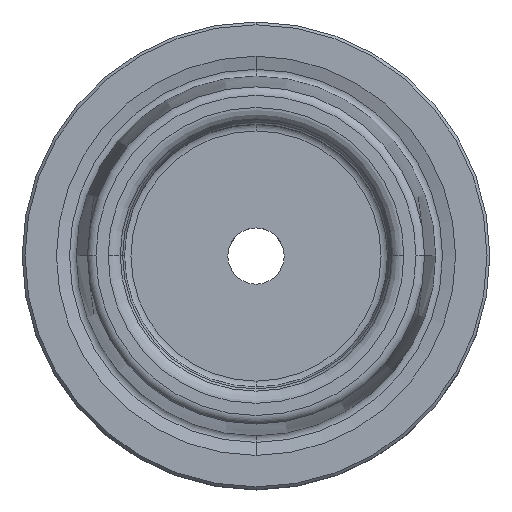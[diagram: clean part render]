
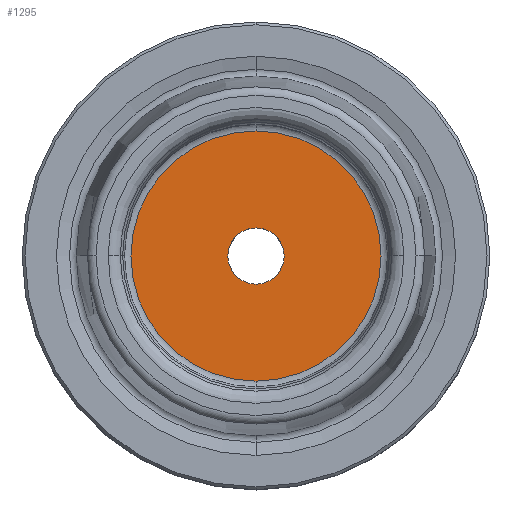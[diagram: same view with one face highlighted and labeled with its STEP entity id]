
A CAD part, top view. The second image highlights one B-rep face of the part: STEP entity #1295.
In plain terms, the highlighted planar face has unit normal (0, 0, 1).
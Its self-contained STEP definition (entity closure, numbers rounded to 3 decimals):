
#697=EDGE_CURVE('NONE',#1531,#1891,#1965,.T.);
#739=EDGE_CURVE('NONE',#1689,#1059,#2009,.T.);
#1059=VERTEX_POINT('NONE',#2367);
#1149=EDGE_CURVE('NONE',#1059,#1689,#2469,.T.);
#1295=ADVANCED_FACE('NONE',(#2633,#2634),#2635,.F.);
#1531=VERTEX_POINT('NONE',#2899);
#1623=EDGE_CURVE('NONE',#1891,#1531,#3004,.T.);
#1689=VERTEX_POINT('NONE',#3077);
#1891=VERTEX_POINT('NONE',#3298);
#1965=CIRCLE('',#3391,1.5);
#2009=CIRCLE('',#3462,6.675);
#2367=CARTESIAN_POINT('',(0.,-6.675,-5.95));
#2469=CIRCLE('',#4151,6.675);
#2633=FACE_OUTER_BOUND('',#4376,.T.);
#2634=FACE_BOUND('',#4377,.T.);
#2635=PLANE('',#4378);
#2899=CARTESIAN_POINT('',(1.5,0.0,-5.95));
#3004=CIRCLE('',#4909,1.5);
#3077=CARTESIAN_POINT('',(0.0,6.675,-5.95));
#3298=CARTESIAN_POINT('',(-1.5,0.,-5.95));
#3391=AXIS2_PLACEMENT_3D('',#5384,#5385,#5386);
#3462=AXIS2_PLACEMENT_3D('',#5428,#5429,#5430);
#4151=AXIS2_PLACEMENT_3D('',#6036,#6037,#6038);
#4376=EDGE_LOOP('',(#6257,#6258));
#4377=EDGE_LOOP('',(#6259,#6260));
#4378=AXIS2_PLACEMENT_3D('',#6261,#6262,#6263);
#4909=AXIS2_PLACEMENT_3D('',#6747,#6748,#6749);
#5384=CARTESIAN_POINT('',(0.0,0.0,-5.95));
#5385=DIRECTION('',(0.0,0.0,1.0));
#5386=DIRECTION('',(-1.0,0.0,0.0));
#5428=CARTESIAN_POINT('',(0.0,0.0,-5.95));
#5429=DIRECTION('',(0.0,0.0,-1.0));
#5430=DIRECTION('',(-1.0,0.0,0.0));
#6036=CARTESIAN_POINT('',(0.0,0.0,-5.95));
#6037=DIRECTION('',(0.0,0.0,-1.0));
#6038=DIRECTION('',(-1.0,0.0,0.0));
#6257=ORIENTED_EDGE('',*,*,#739,.F.);
#6258=ORIENTED_EDGE('',*,*,#1149,.F.);
#6259=ORIENTED_EDGE('',*,*,#697,.F.);
#6260=ORIENTED_EDGE('',*,*,#1623,.F.);
#6261=CARTESIAN_POINT('',(0.0,0.,-5.95));
#6262=DIRECTION('',(0.0,0.0,-1.0));
#6263=DIRECTION('',(0.0,1.0,0.0));
#6747=CARTESIAN_POINT('',(0.0,0.0,-5.95));
#6748=DIRECTION('',(0.0,0.0,1.0));
#6749=DIRECTION('',(-1.0,0.0,0.0));
